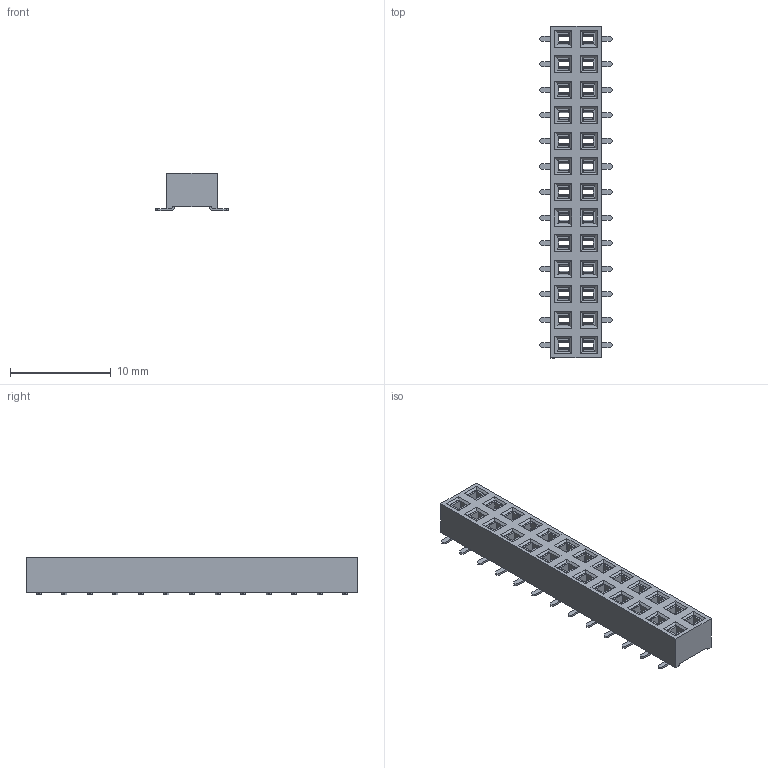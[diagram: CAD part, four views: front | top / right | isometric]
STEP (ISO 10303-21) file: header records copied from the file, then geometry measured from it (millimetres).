
FILE_DESCRIPTION(/* description */ ('Unknown'),/* implementation_level */ '2;1');
FILE_NAME(/* name */ 'J_Wurth_WR-PHD_610026243021',/* time_stamp */ '2025-04-21T13:51:54+08:00',/* author */ ('Unknown'),/* organization */ ('Unknown'),/* preprocessor_version */ 'ST-DEVELOPER v19.4',/* originating_system */ 'Solid Edge',/* authorisation */ 'Unknown');
FILE_SCHEMA (('AUTOMOTIVE_DESIGN {1 0 10303 214 3 1 1}'));
Products named in the file (2): J_Wurth_WR-PHD_610026243021
Assembly tree (1 placements, depth 2):
  J_Wurth_WR-PHD_610026243021
    J_Wurth_WR-PHD_610026243021
Bounding box: 7.21 x 33.02 x 3.7 mm (x, y, z)
Volume: 460.8 mm3; surface area: 1635.9 mm2
Topology: 27 solids, 27 shells, 2194 faces, 5926 edges, 3760 vertices
Faces by surface type: plane 1568, cylinder 626
Entity records: 68150 total; most frequent: CARTESIAN_POINT 11882, ORIENTED_EDGE 11852, DIRECTION 11570, EDGE_CURVE 5926, LINE 4674, VECTOR 4674, VERTEX_POINT 3760, AXIS2_PLACEMENT_3D 3448
